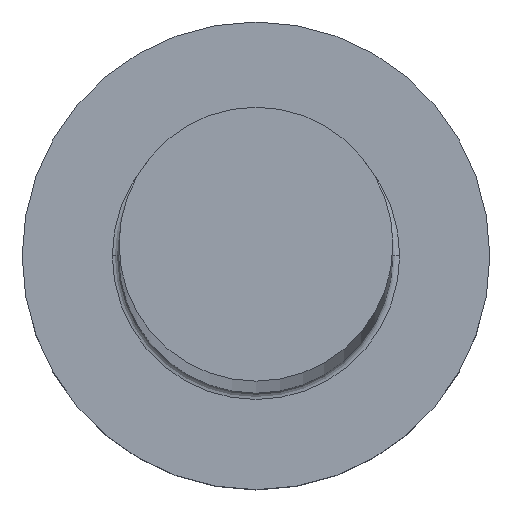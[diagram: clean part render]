
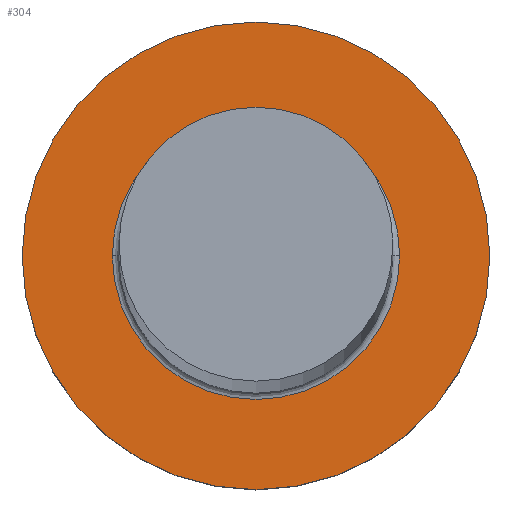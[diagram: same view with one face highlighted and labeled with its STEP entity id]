
A CAD part, top view. The second image highlights one B-rep face of the part: STEP entity #304.
In plain terms, the highlighted planar face has unit normal (0, 0, 1).
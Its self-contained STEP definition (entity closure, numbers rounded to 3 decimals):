
#3 = EDGE_CURVE ( 'NONE', #102, #218, #281, .T. ) ;
#9 = VERTEX_POINT ( 'NONE', #36 ) ;
#17 = DIRECTION ( 'NONE',  ( 0., 0., -1. ) ) ;
#18 = EDGE_CURVE ( 'NONE', #218, #102, #239, .T. ) ;
#21 = DIRECTION ( 'NONE',  ( 1., 0., 0. ) ) ;
#22 = CARTESIAN_POINT ( 'NONE',  ( 0., 0., 5. ) ) ;
#31 = AXIS2_PLACEMENT_3D ( 'NONE', #22, #45, #21 ) ;
#32 = DIRECTION ( 'NONE',  ( 1., 0., 0. ) ) ;
#34 = CARTESIAN_POINT ( 'NONE',  ( -7., 0., 5. ) ) ;
#36 = CARTESIAN_POINT ( 'NONE',  ( -4.3, 0., 5. ) ) ;
#39 = AXIS2_PLACEMENT_3D ( 'NONE', #192, #76, #32 ) ;
#41 = ORIENTED_EDGE ( 'NONE', *, *, #18, .T. ) ;
#45 = DIRECTION ( 'NONE',  ( 0., 0., -1. ) ) ;
#55 = DIRECTION ( 'NONE',  ( 0., 0., 1. ) ) ;
#59 = EDGE_CURVE ( 'NONE', #9, #198, #193, .T. ) ;
#60 = AXIS2_PLACEMENT_3D ( 'NONE', #307, #17, #260 ) ;
#64 = DIRECTION ( 'NONE',  ( 0., 0., 1. ) ) ;
#76 = DIRECTION ( 'NONE',  ( 0., 0., 1. ) ) ;
#102 = VERTEX_POINT ( 'NONE', #262 ) ;
#131 = CARTESIAN_POINT ( 'NONE',  ( 0., 0., 5. ) ) ;
#132 = AXIS2_PLACEMENT_3D ( 'NONE', #177, #64, #254 ) ;
#143 = FACE_BOUND ( 'NONE', #228, .T. ) ;
#145 = DIRECTION ( 'NONE',  ( 1., 0., 0. ) ) ;
#155 = EDGE_LOOP ( 'NONE', ( #41, #299 ) ) ;
#161 = CIRCLE ( 'NONE', #31, 4.3 ) ;
#164 = EDGE_CURVE ( 'NONE', #198, #9, #161, .T. ) ;
#175 = ORIENTED_EDGE ( 'NONE', *, *, #164, .T. ) ;
#177 = CARTESIAN_POINT ( 'NONE',  ( 0., 0., 5. ) ) ;
#181 = AXIS2_PLACEMENT_3D ( 'NONE', #131, #55, #145 ) ;
#192 = CARTESIAN_POINT ( 'NONE',  ( 0., 0., 5. ) ) ;
#193 = CIRCLE ( 'NONE', #60, 4.3 ) ;
#198 = VERTEX_POINT ( 'NONE', #282 ) ;
#218 = VERTEX_POINT ( 'NONE', #34 ) ;
#228 = EDGE_LOOP ( 'NONE', ( #175, #263 ) ) ;
#239 = CIRCLE ( 'NONE', #181, 7. ) ;
#242 = FACE_OUTER_BOUND ( 'NONE', #155, .T. ) ;
#254 = DIRECTION ( 'NONE',  ( 1., 0., 0. ) ) ;
#260 = DIRECTION ( 'NONE',  ( 1., 0., 0. ) ) ;
#262 = CARTESIAN_POINT ( 'NONE',  ( 7., 0., 5. ) ) ;
#263 = ORIENTED_EDGE ( 'NONE', *, *, #59, .T. ) ;
#268 = PLANE ( 'NONE',  #39 ) ;
#281 = CIRCLE ( 'NONE', #132, 7. ) ;
#282 = CARTESIAN_POINT ( 'NONE',  ( 4.3, 0., 5. ) ) ;
#299 = ORIENTED_EDGE ( 'NONE', *, *, #3, .T. ) ;
#304 = ADVANCED_FACE ( 'NONE', ( #143, #242 ), #268, .T. ) ;
#307 = CARTESIAN_POINT ( 'NONE',  ( 0., 0., 5. ) ) ;
